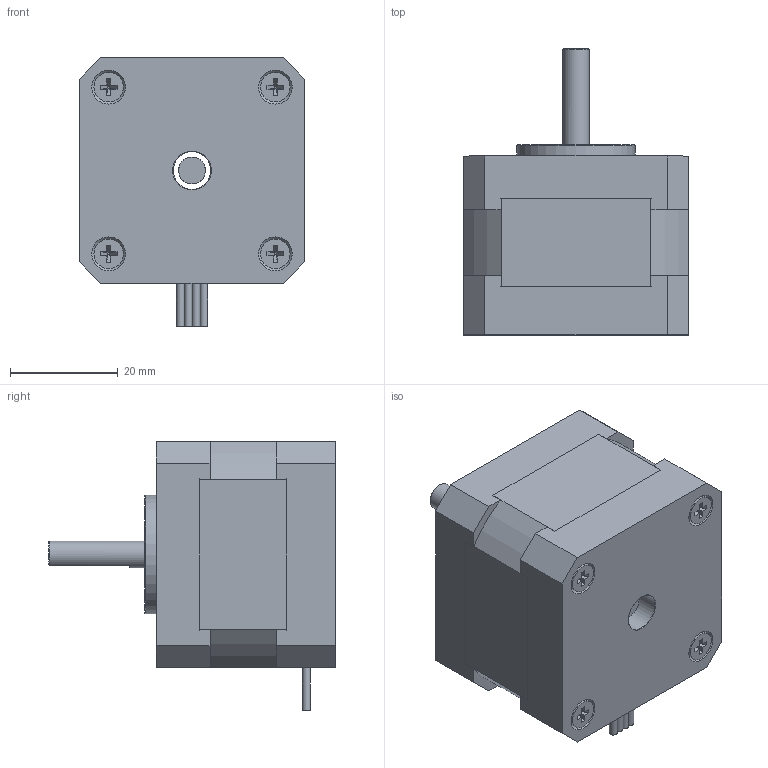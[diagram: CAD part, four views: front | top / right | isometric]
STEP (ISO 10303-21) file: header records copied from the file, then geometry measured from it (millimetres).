
FILE_DESCRIPTION (( 'STEP AP214' ), '1' );
FILE_NAME ('NEMA17 STEPPER 0.4 A.STEP', '2023-05-20T20:18:19', ( '' ), ( '' ), 'SwSTEP 2.0', 'SolidWorks 2022', '' );
FILE_SCHEMA (( 'AUTOMOTIVE_DESIGN' ));
Length unit declared in the file: millimetre
Products named in the file (1): NEMA17 STEPPER 0.4 A
Bounding box: 42 x 53.3 x 50 mm (x, y, z)
Volume: 56973.8 mm3; surface area: 20639.5 mm2
Topology: 13 solids, 13 shells, 881 faces, 1799 edges, 951 vertices
Faces by surface type: cone 478, cylinder 274, plane 128, torus 1
Full cylindrical faces by diameter (mm): 1.45 x4, 2.5 x4, 3 x235, 3.4 x8, 5 x1, 5.5 x5, 7 x3, 22 x1, 32 x1
Entity records: 19284 total; most frequent: DIRECTION 3603, CARTESIAN_POINT 2876, ORIENTED_EDGE 2096, AXIS2_PLACEMENT_3D 1675, EDGE_LOOP 1658, FACE_OUTER_BOUND 1144, EDGE_CURVE 1048, VERTEX_POINT 940
